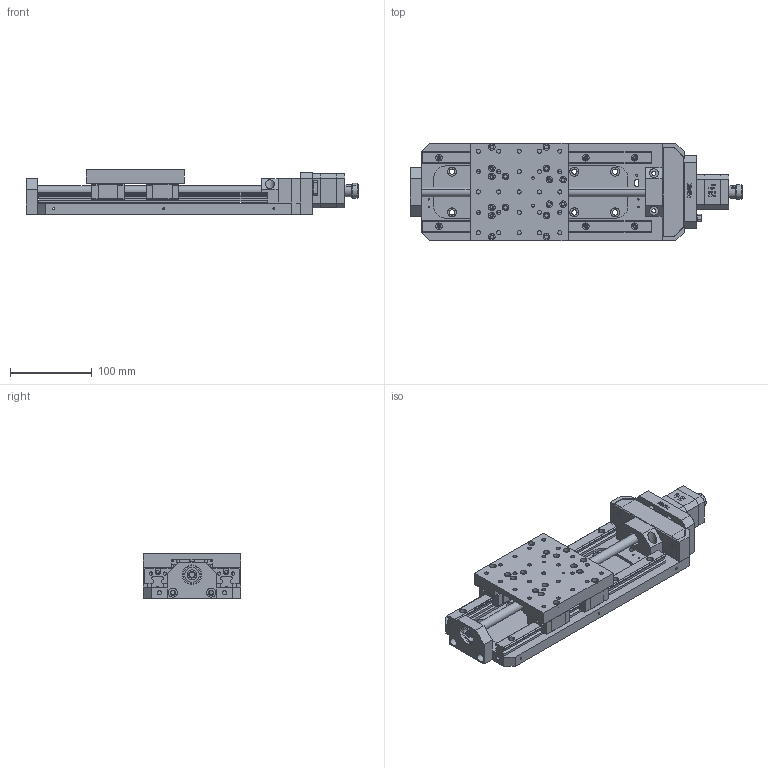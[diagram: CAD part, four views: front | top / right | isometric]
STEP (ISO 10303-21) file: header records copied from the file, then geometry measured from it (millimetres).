
FILE_DESCRIPTION (( 'STEP AP203' ), '1' );
FILE_NAME ('TSA150-B.step', '2019-05-06T08:39:24', ( '' ), ( '' ), 'SwSTEP 2.0', 'SolidWorks 2017', '' );
FILE_SCHEMA (( 'CONFIG_CONTROL_DESIGN' ));
Length unit declared in the file: millimetre
Products named in the file (1): TSA150-B
Bounding box: 407 x 120 x 55 mm (x, y, z)
Surface area: 233691 mm2 (no closed solid volume)
Topology: 0 solids, 36 shells, 701 faces, 2697 edges, 2039 vertices
Faces by surface type: cylinder 375, plane 315, cone 6, torus 5
Entity records: 29124 total; most frequent: CARTESIAN_POINT 5595, DIRECTION 5110, ORIENTED_EDGE 4162, EDGE_CURVE 2697, VERTEX_POINT 2039, AXIS2_PLACEMENT_3D 1722, VECTOR 1666, LINE 1666
